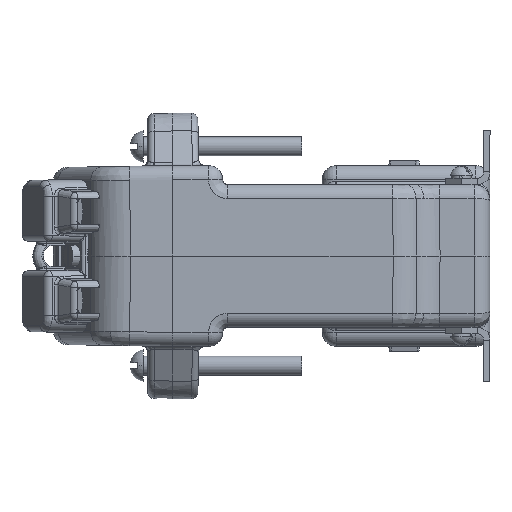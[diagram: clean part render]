
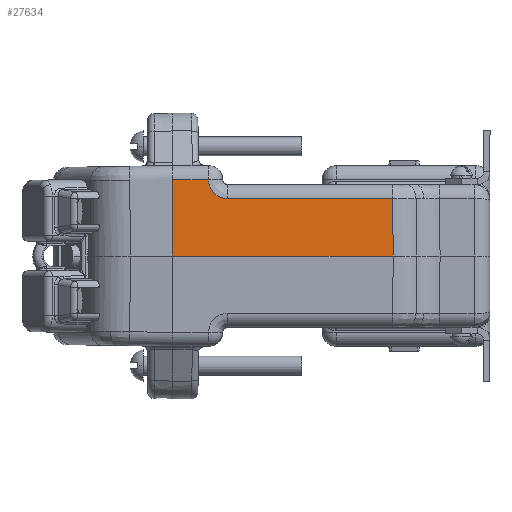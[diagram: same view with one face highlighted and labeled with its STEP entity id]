
A CAD part, left-side view. The second image highlights one B-rep face of the part: STEP entity #27634.
In plain terms, the highlighted planar face has unit normal (-1, 0, 0.018).
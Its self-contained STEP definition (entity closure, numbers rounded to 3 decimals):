
#7637 = VECTOR ( 'NONE', #15022, 1000. ) ;
#7652 = LINE ( 'NONE', #15014, #7637 ) ;
#7672 = LINE ( 'NONE', #15048, #7677 ) ;
#7677 = VECTOR ( 'NONE', #15053, 1000. ) ;
#7689 = LINE ( 'NONE', #15066, #7691 ) ;
#7691 = VECTOR ( 'NONE', #15067, 1000. ) ;
#7693 = LINE ( 'NONE', #15070, #7695 ) ;
#7695 = VECTOR ( 'NONE', #15071, 1000. ) ;
#7696 = LINE ( 'NONE', #15073, #7698 ) ;
#7698 = VECTOR ( 'NONE', #15074, 1000. ) ;
#7700 = LINE ( 'NONE', #15077, #7702 ) ;
#7702 = VECTOR ( 'NONE', #15078, 1000. ) ;
#15002 = CARTESIAN_POINT ( 'NONE',  ( -84.684, 14.169, 18.079 ) ) ;
#15005 = CARTESIAN_POINT ( 'NONE',  ( -84.684, 17.635, 18.079 ) ) ;
#15006 = CARTESIAN_POINT ( 'NONE',  ( -84.642, 20.107, 20.508 ) ) ;
#15007 = CARTESIAN_POINT ( 'NONE',  ( -84.582, 20.168, 23.974 ) ) ;
#15014 = CARTESIAN_POINT ( 'NONE',  ( -84.684, 89.5, 18.079 ) ) ;
#15022 = DIRECTION ( 'NONE',  ( 0., 1., 0. ) ) ;
#15048 = CARTESIAN_POINT ( 'NONE',  ( -84.974, 31.5, 1.483 ) ) ;
#15053 = DIRECTION ( 'NONE',  ( 0.017, 0., 1. ) ) ;
#15066 = CARTESIAN_POINT ( 'NONE',  ( -84.978, -38.002, 1.285 ) ) ;
#15067 = DIRECTION ( 'NONE',  ( 0.017, 0.01, 1. ) ) ;
#15070 = CARTESIAN_POINT ( 'NONE',  ( -84.58, 89.5, 24.079 ) ) ;
#15071 = DIRECTION ( 'NONE',  ( 0., 1., 0. ) ) ;
#15073 = CARTESIAN_POINT ( 'NONE',  ( -84.581, 20.168, 24. ) ) ;
#15074 = DIRECTION ( 'NONE',  ( 0.017, 0.017, 1. ) ) ;
#15077 = CARTESIAN_POINT ( 'NONE',  ( -85., 89.5, 0. ) ) ;
#15078 = DIRECTION ( 'NONE',  ( 0., -1., 0. ) ) ;
#25601 =( BOUNDED_CURVE ( )  B_SPLINE_CURVE ( 3, ( #15002, #15005, #15006, #15007 ),
 .UNSPECIFIED., .F., .F. ) 
 B_SPLINE_CURVE_WITH_KNOTS ( ( 4, 4 ),
 ( 0., 1.553 ),
 .UNSPECIFIED. ) 
 CURVE ( )  GEOMETRIC_REPRESENTATION_ITEM ( )  RATIONAL_B_SPLINE_CURVE ( ( 1., 0.809, 0.809, 1. ) ) 
 REPRESENTATION_ITEM ( '' )  );
#27634 = ADVANCED_FACE ( 'NONE', ( #33129 ), #74351, .T. ) ;
#30064 = ORIENTED_EDGE ( 'NONE', *, *, #38652, .T. ) ;
#30066 = ORIENTED_EDGE ( 'NONE', *, *, #38650, .T. ) ;
#30069 = ORIENTED_EDGE ( 'NONE', *, *, #38638, .F. ) ;
#30071 = ORIENTED_EDGE ( 'NONE', *, *, #38655, .T. ) ;
#30073 = ORIENTED_EDGE ( 'NONE', *, *, #38647, .T. ) ;
#30074 = ORIENTED_EDGE ( 'NONE', *, *, #38619, .T. ) ;
#30076 = ORIENTED_EDGE ( 'NONE', *, *, #38609, .T. ) ;
#33129 = FACE_OUTER_BOUND ( 'NONE', #61593, .T. ) ;
#34201 = AXIS2_PLACEMENT_3D ( 'NONE', #74348, #74368, #74371 ) ;
#38609 = EDGE_CURVE ( 'NONE', #53560, #53556, #25601, .T. ) ;
#38619 = EDGE_CURVE ( 'NONE', #53559, #53560, #7652, .T. ) ;
#38638 = EDGE_CURVE ( 'NONE', #53555, #53553, #7672, .T. ) ;
#38647 = EDGE_CURVE ( 'NONE', #53558, #53559, #7689, .T. ) ;
#38650 = EDGE_CURVE ( 'NONE', #53557, #53553, #7693, .T. ) ;
#38652 = EDGE_CURVE ( 'NONE', #53556, #53557, #7696, .T. ) ;
#38655 = EDGE_CURVE ( 'NONE', #53555, #53558, #7700, .T. ) ;
#43591 = CARTESIAN_POINT ( 'NONE',  ( -84.58, 31.5, 24.079 ) ) ;
#43594 = CARTESIAN_POINT ( 'NONE',  ( -85., 31.5, 0. ) ) ;
#43596 = CARTESIAN_POINT ( 'NONE',  ( -84.582, 20.168, 23.974 ) ) ;
#43597 = CARTESIAN_POINT ( 'NONE',  ( -84.58, 20.17, 24.079 ) ) ;
#43599 = CARTESIAN_POINT ( 'NONE',  ( -85., -38.015, 0. ) ) ;
#43601 = CARTESIAN_POINT ( 'NONE',  ( -84.684, -37.833, 18.079 ) ) ;
#43603 = CARTESIAN_POINT ( 'NONE',  ( -84.684, 14.169, 18.079 ) ) ;
#53553 = VERTEX_POINT ( 'NONE', #43591 ) ;
#53555 = VERTEX_POINT ( 'NONE', #43594 ) ;
#53556 = VERTEX_POINT ( 'NONE', #43596 ) ;
#53557 = VERTEX_POINT ( 'NONE', #43597 ) ;
#53558 = VERTEX_POINT ( 'NONE', #43599 ) ;
#53559 = VERTEX_POINT ( 'NONE', #43601 ) ;
#53560 = VERTEX_POINT ( 'NONE', #43603 ) ;
#61593 = EDGE_LOOP ( 'NONE', ( #30064, #30066, #30069, #30071, #30073, #30074, #30076 ) ) ;
#74348 = CARTESIAN_POINT ( 'NONE',  ( -85., 89.5, 0. ) ) ;
#74351 = PLANE ( 'NONE',  #34201 ) ;
#74368 = DIRECTION ( 'NONE',  ( -1., 0., 0.017 ) ) ;
#74371 = DIRECTION ( 'NONE',  ( 0.017, 0., 1. ) ) ;
